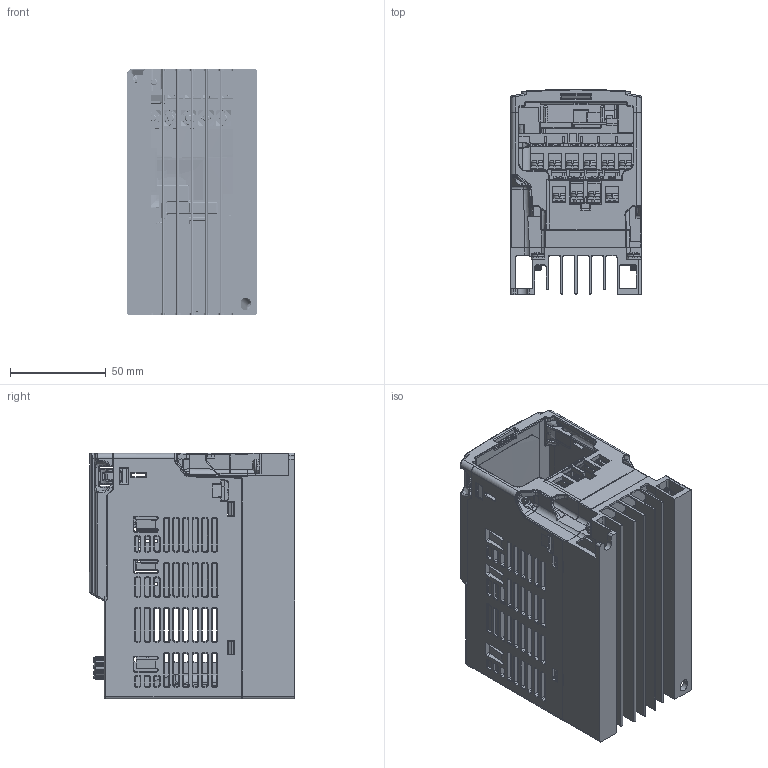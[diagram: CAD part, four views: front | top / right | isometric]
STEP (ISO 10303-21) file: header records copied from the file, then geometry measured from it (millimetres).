
FILE_DESCRIPTION (( 'STEP AP214' ), '1' );
FILE_NAME ('DELTA_IA_MDS_VFD-ME300-A3_D-3D_20190924 from Step R1 red1 r3D red1Bb.STEP', '2021-11-15T23:25:46', ( '' ), ( '' ), 'SwSTEP 2.0', 'SolidWorks 2017', '' );
FILE_SCHEMA (( 'AUTOMOTIVE_DESIGN' ));
Length unit declared in the file: millimetre
Products named in the file (1): DELTA_IA_MDS_VFD-ME300-A3_D-3D_20190924 from Step R1 red1 r3D red1Bb
Bounding box: 68 x 107 x 128 mm (x, y, z)
Volume: 110349.9 mm3; surface area: 150154.3 mm2
Topology: 34 solids, 34 shells, 5948 faces, 16468 edges, 10583 vertices
Faces by surface type: plane 3147, cylinder 1273, bspline 977, cone 551
Entity records: 252596 total; most frequent: CARTESIAN_POINT 110986, ORIENTED_EDGE 32910, DIRECTION 24310, EDGE_CURVE 16455, VERTEX_POINT 10583, VECTOR 9420, LINE 9420, AXIS2_PLACEMENT_3D 7445
